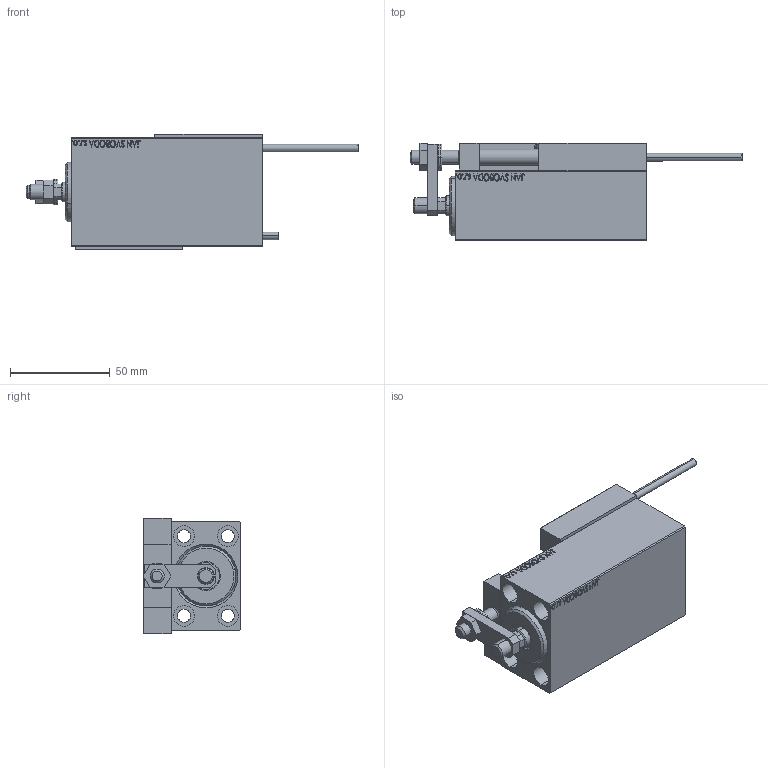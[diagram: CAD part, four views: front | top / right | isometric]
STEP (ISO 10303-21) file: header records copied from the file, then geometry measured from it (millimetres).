
FILE_DESCRIPTION (( 'STEP AP203' ), '1' );
FILE_NAME ('3c26.STEP', '2024-02-13T10:38:48', ( '' ), ( '' ), 'SwSTEP 2.0', 'SolidWorks 2019', '' );
FILE_SCHEMA (( 'CONFIG_CONTROL_DESIGN' ));
Length unit declared in the file: millimetre
Products named in the file (16): ALLEN BOLT D5 680cf54c0fe92bc400fa103f3ed7a9e1; KONCOVKA 680cf54c0fe92bc400fa103f3ed7a9e1; 3c26; SWITCH_X_FRONT_BACK 680cf54c0fe92bc400fa103f3ed7a9e1; NUT_D12 680cf54c0fe92bc400fa103f3ed7a9e1; V450CM_C_Body 680cf54c0fe92bc400fa103f3ed7a9e1; Block 680cf54c0fe92bc400fa103f3ed7a9e1; ZARAZKA 680cf54c0fe92bc400fa103f3ed7a9e1; SWITCH X 680cf54c0fe92bc400fa103f3ed7a9e1; V450CM_MALE_METRIC 680cf54c0fe92bc400fa103f3ed7a9e1; TYC_L79 680cf54c0fe92bc400fa103f3ed7a9e1; MAGNET 680cf54c0fe92bc400fa103f3ed7a9e1; ALLEN BOLT D8 680cf54c0fe92bc400fa103f3ed7a9e1; SWITCH DIM B,W 680cf54c0fe92bc400fa103f3ed7a9e1; V450CM_VC_B 680cf54c0fe92bc400fa103f3ed7a9e1; V450CM_C_VCP 680cf54c0fe92bc400fa103f3ed7a9e1
Assembly tree (25 placements, depth 3):
  3c26
    V450CM_C_Body 680cf54c0fe92bc400fa103f3ed7a9e1
    SWITCH X 680cf54c0fe92bc400fa103f3ed7a9e1
      SWITCH_X_FRONT_BACK 680cf54c0fe92bc400fa103f3ed7a9e1  x2
      TYC_L79 680cf54c0fe92bc400fa103f3ed7a9e1
      Block 680cf54c0fe92bc400fa103f3ed7a9e1  x2
      ALLEN BOLT D5 680cf54c0fe92bc400fa103f3ed7a9e1  x4
      ALLEN BOLT D8 680cf54c0fe92bc400fa103f3ed7a9e1  x4
      MAGNET 680cf54c0fe92bc400fa103f3ed7a9e1  x2
      KONCOVKA 680cf54c0fe92bc400fa103f3ed7a9e1  x2
    NUT_D12 680cf54c0fe92bc400fa103f3ed7a9e1
    SWITCH DIM B,W 680cf54c0fe92bc400fa103f3ed7a9e1
    ZARAZKA 680cf54c0fe92bc400fa103f3ed7a9e1
    V450CM_C_VCP 680cf54c0fe92bc400fa103f3ed7a9e1
    V450CM_VC_B 680cf54c0fe92bc400fa103f3ed7a9e1
    V450CM_MALE_METRIC 680cf54c0fe92bc400fa103f3ed7a9e1
Bounding box: 166.7 x 49 x 58 mm (x, y, z)
Volume: 205330.5 mm3; surface area: 64984 mm2
Topology: 24 solids, 24 shells, 1299 faces, 3102 edges, 1983 vertices
Faces by surface type: plane 565, bspline 380, cylinder 194, cone 110, torus 46, sphere 4
Entity records: 50810 total; most frequent: CARTESIAN_POINT 26062, ORIENTED_EDGE 5224, DIRECTION 3550, EDGE_CURVE 2612, VERTEX_POINT 1707, LINE 1496, VECTOR 1496, EDGE_LOOP 1213
